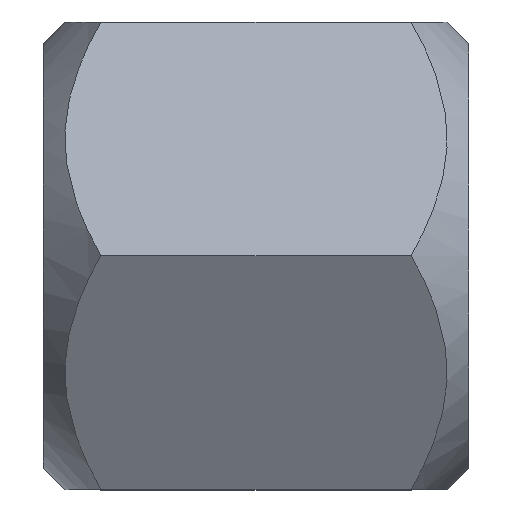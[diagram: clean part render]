
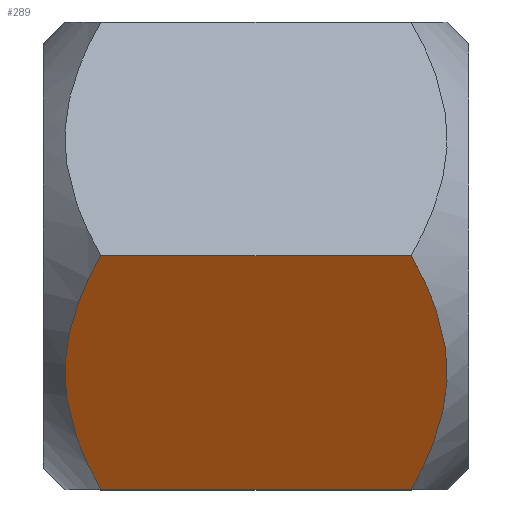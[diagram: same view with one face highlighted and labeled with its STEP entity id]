
A CAD part, top view. The second image highlights one B-rep face of the part: STEP entity #289.
In plain terms, the highlighted planar face has unit normal (0, -0.5, 0.866).
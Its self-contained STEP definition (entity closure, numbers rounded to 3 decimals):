
#26=LINE('',#399,#32);
#27=LINE('',#413,#33);
#32=VECTOR('',#337,1000.);
#33=VECTOR('',#340,1000.);
#40=B_SPLINE_CURVE_WITH_KNOTS('',3,(#407,#408,#409,#410,#411),
 .UNSPECIFIED.,.F.,.F.,(4,1,4),(0.,0.002,
0.003),.UNSPECIFIED.);
#41=B_SPLINE_CURVE_WITH_KNOTS('',3,(#415,#416,#417,#418,#419),
 .UNSPECIFIED.,.F.,.F.,(4,1,4),(0.,0.002,
0.003),.UNSPECIFIED.);
#50=PLANE('',#309);
#66=ORIENTED_EDGE('',*,*,#113,.F.);
#67=ORIENTED_EDGE('',*,*,#114,.F.);
#68=ORIENTED_EDGE('',*,*,#115,.F.);
#69=ORIENTED_EDGE('',*,*,#111,.T.);
#111=EDGE_CURVE('',#135,#134,#26,.T.);
#113=EDGE_CURVE('',#136,#134,#40,.T.);
#114=EDGE_CURVE('',#137,#136,#27,.T.);
#115=EDGE_CURVE('',#135,#137,#41,.T.);
#134=VERTEX_POINT('',#398);
#135=VERTEX_POINT('',#400);
#136=VERTEX_POINT('',#412);
#137=VERTEX_POINT('',#414);
#156=EDGE_LOOP('',(#66,#67,#68,#69));
#176=FACE_BOUND('',#156,.T.);
#289=ADVANCED_FACE('',(#176),#50,.F.);
#309=AXIS2_PLACEMENT_3D('',#406,#338,#339);
#337=DIRECTION('',(-1.,0.,0.));
#338=DIRECTION('',(0.,0.5,-0.866));
#339=DIRECTION('',(0.,0.866,0.5));
#340=DIRECTION('',(-1.,0.,0.));
#398=CARTESIAN_POINT('',(-1.825,0.,3.175));
#399=CARTESIAN_POINT('',(2.5,0.,3.175));
#400=CARTESIAN_POINT('',(1.825,0.,3.175));
#406=CARTESIAN_POINT('',(2.5,0.,3.175));
#407=CARTESIAN_POINT('',(-1.825,-2.75,1.588));
#408=CARTESIAN_POINT('',(-2.073,-2.32,1.836));
#409=CARTESIAN_POINT('',(-2.427,-1.384,2.376));
#410=CARTESIAN_POINT('',(-2.074,-0.432,2.926));
#411=CARTESIAN_POINT('',(-1.825,0.,3.175));
#412=CARTESIAN_POINT('',(-1.825,-2.75,1.588));
#413=CARTESIAN_POINT('',(2.5,-2.75,1.588));
#414=CARTESIAN_POINT('',(1.825,-2.75,1.588));
#415=CARTESIAN_POINT('',(1.825,0.,3.175));
#416=CARTESIAN_POINT('',(2.073,-0.43,2.927));
#417=CARTESIAN_POINT('',(2.427,-1.366,2.387));
#418=CARTESIAN_POINT('',(2.074,-2.318,1.837));
#419=CARTESIAN_POINT('',(1.825,-2.75,1.588));
